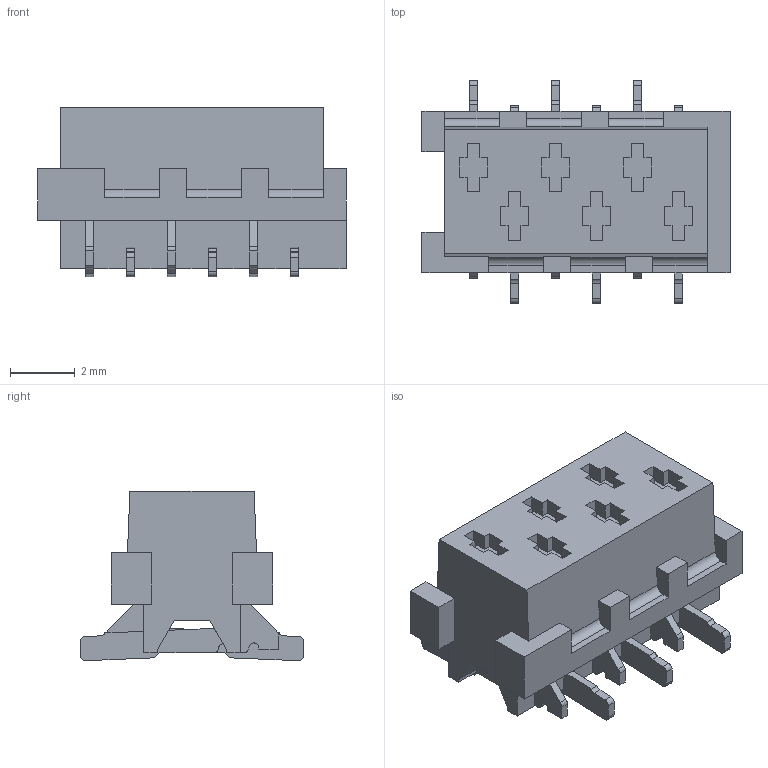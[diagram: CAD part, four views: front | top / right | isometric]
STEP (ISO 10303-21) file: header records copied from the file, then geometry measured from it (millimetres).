
FILE_DESCRIPTION((''),'2;1');
FILE_NAME('C-7-188275-6','2012-08-29T',('workeradm'),('Tyco Electronics Ltd.'),'PRO/ENGINEER BY PARAMETRIC TECHNOLOGY CORPORATION, 2010430','PRO/ENGINEER BY PARAMETRIC TECHNOLOGY CORPORATION, 2010430','');
FILE_SCHEMA(('AUTOMOTIVE_DESIGN { 1 0 10303 214 1 1 1 1 }'));
Length unit declared in the file: millimetre
Products named in the file (1): C-7-188275-6
Bounding box: 9.55 x 6.9 x 5.25 mm (x, y, z)
Volume: 158.7 mm3; surface area: 307.3 mm2
Topology: 1 solids, 1 shells, 300 faces, 892 edges, 594 vertices
Faces by surface type: plane 240, cylinder 60
Entity records: 10237 total; most frequent: CARTESIAN_POINT 1788, ORIENTED_EDGE 1784, DIRECTION 1612, EDGE_CURVE 892, VECTOR 772, LINE 772, VERTEX_POINT 594, AXIS2_PLACEMENT_3D 420
